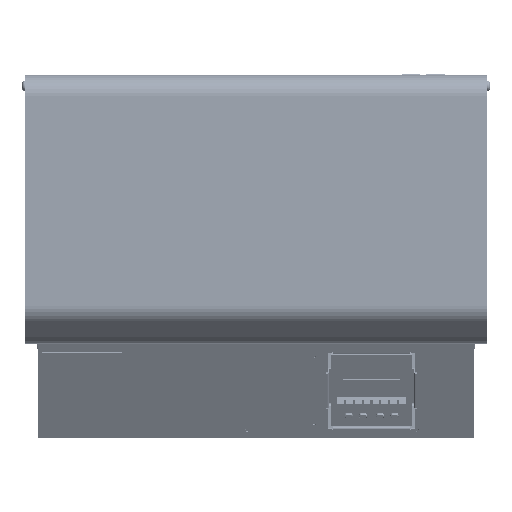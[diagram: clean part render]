
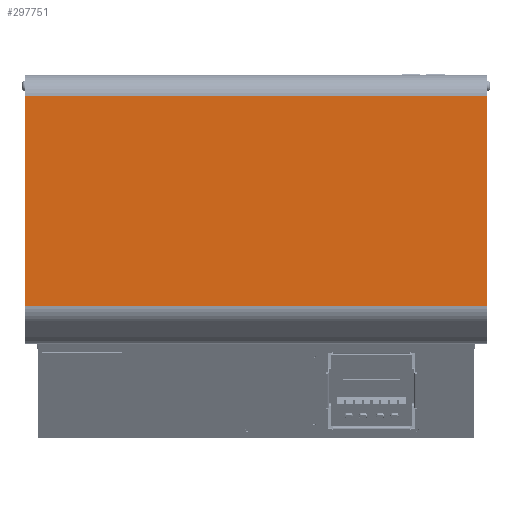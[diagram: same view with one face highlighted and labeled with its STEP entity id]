
A CAD part, top view. The second image highlights one B-rep face of the part: STEP entity #297751.
In plain terms, the highlighted planar face has unit normal (0, 0, 1).
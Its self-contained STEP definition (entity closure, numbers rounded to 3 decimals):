
#16390 = LINE ( 'NONE', #207251, #416971 ) ;
#39771 = PLANE ( 'NONE',  #360740 ) ;
#41120 = VERTEX_POINT ( 'NONE', #384669 ) ;
#48076 = LINE ( 'NONE', #436492, #148161 ) ;
#51701 = ORIENTED_EDGE ( 'NONE', *, *, #387483, .T. ) ;
#55633 = DIRECTION ( 'NONE',  ( 0., 1., 0. ) ) ;
#63866 = VERTEX_POINT ( 'NONE', #176479 ) ;
#67111 = CARTESIAN_POINT ( 'NONE',  ( 8.005, 5.929, 6.668 ) ) ;
#77525 = DIRECTION ( 'NONE',  ( 0., 0., 1. ) ) ;
#84510 = ORIENTED_EDGE ( 'NONE', *, *, #476049, .T. ) ;
#90860 = CARTESIAN_POINT ( 'NONE',  ( 8.005, 5.929, 6.668 ) ) ;
#122001 = LINE ( 'NONE', #134051, #210316 ) ;
#129174 = EDGE_LOOP ( 'NONE', ( #84510, #51701, #437044, #372362 ) ) ;
#134051 = CARTESIAN_POINT ( 'NONE',  ( -7.62, -1.319, 6.668 ) ) ;
#135270 = DIRECTION ( 'NONE',  ( 0., -1., 0. ) ) ;
#148161 = VECTOR ( 'NONE', #135270, 39.37 ) ;
#169608 = EDGE_CURVE ( 'NONE', #63866, #243356, #220504, .T. ) ;
#171896 = DIRECTION ( 'NONE',  ( 1., 0., 0. ) ) ;
#176479 = CARTESIAN_POINT ( 'NONE',  ( 8.005, -1.319, 6.668 ) ) ;
#206268 = DIRECTION ( 'NONE',  ( -1., 0., 0. ) ) ;
#207251 = CARTESIAN_POINT ( 'NONE',  ( -7.62, 5.929, 6.668 ) ) ;
#210316 = VECTOR ( 'NONE', #171896, 39.37 ) ;
#220504 = LINE ( 'NONE', #67111, #409054 ) ;
#243356 = VERTEX_POINT ( 'NONE', #90860 ) ;
#275521 = EDGE_CURVE ( 'NONE', #243356, #41120, #16390, .T. ) ;
#297751 = ADVANCED_FACE ( 'NONE', ( #454951 ), #39771, .T. ) ;
#340875 = DIRECTION ( 'NONE',  ( 0., -1., 0. ) ) ;
#358018 = VERTEX_POINT ( 'NONE', #400590 ) ;
#360740 = AXIS2_PLACEMENT_3D ( 'NONE', #377064, #77525, #340875 ) ;
#372362 = ORIENTED_EDGE ( 'NONE', *, *, #275521, .T. ) ;
#377064 = CARTESIAN_POINT ( 'NONE',  ( -7.62, 5.929, 6.668 ) ) ;
#384669 = CARTESIAN_POINT ( 'NONE',  ( -7.995, 5.929, 6.668 ) ) ;
#387483 = EDGE_CURVE ( 'NONE', #358018, #63866, #122001, .T. ) ;
#400590 = CARTESIAN_POINT ( 'NONE',  ( -7.995, -1.319, 6.668 ) ) ;
#409054 = VECTOR ( 'NONE', #55633, 39.37 ) ;
#416971 = VECTOR ( 'NONE', #206268, 39.37 ) ;
#436492 = CARTESIAN_POINT ( 'NONE',  ( -7.995, 5.929, 6.668 ) ) ;
#437044 = ORIENTED_EDGE ( 'NONE', *, *, #169608, .T. ) ;
#454951 = FACE_OUTER_BOUND ( 'NONE', #129174, .T. ) ;
#476049 = EDGE_CURVE ( 'NONE', #41120, #358018, #48076, .T. ) ;
